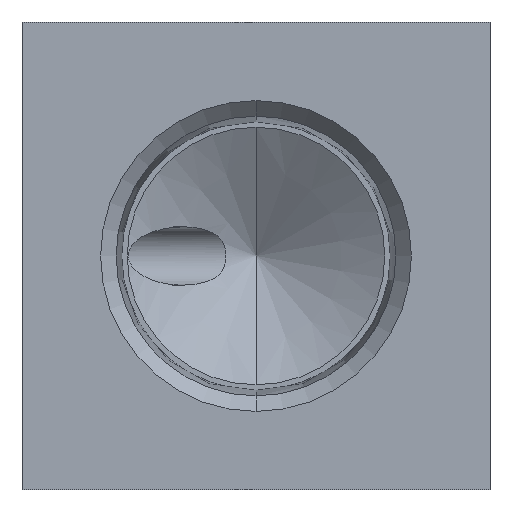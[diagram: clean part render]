
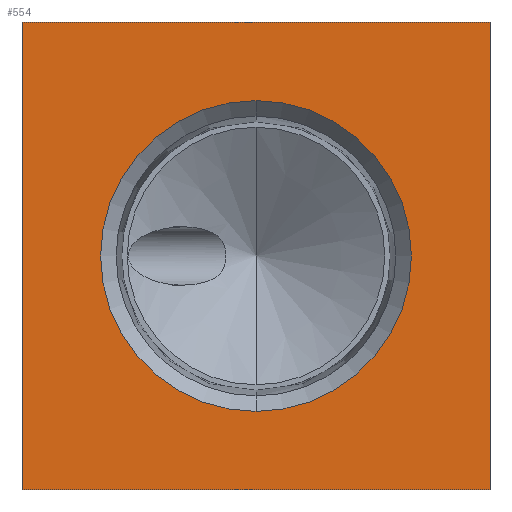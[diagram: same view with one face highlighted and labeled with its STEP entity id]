
A CAD part, left-side view. The second image highlights one B-rep face of the part: STEP entity #554.
In plain terms, the highlighted planar face has unit normal (-1, 0, 0).
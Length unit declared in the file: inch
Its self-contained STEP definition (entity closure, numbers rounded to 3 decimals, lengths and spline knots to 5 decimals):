
#19 = CARTESIAN_POINT ( 'NONE',  ( 0., 0., 0.3125 ) ) ;
#45 = CIRCLE ( 'NONE', #217, 0.2075 ) ;
#75 = EDGE_CURVE ( 'NONE', #1839, #678, #1292, .T. ) ;
#135 = CARTESIAN_POINT ( 'NONE',  ( 0., 0.625, -0.3125 ) ) ;
#213 = CARTESIAN_POINT ( 'NONE',  ( 0., 0.3125, -0.2075 ) ) ;
#217 = AXIS2_PLACEMENT_3D ( 'NONE', #1220, #1069, #606 ) ;
#240 = DIRECTION ( 'NONE',  ( 0., 0., -1. ) ) ;
#256 = DIRECTION ( 'NONE',  ( -1., 0., 0. ) ) ;
#258 = CARTESIAN_POINT ( 'NONE',  ( 0., 0., 0.3125 ) ) ;
#287 = LINE ( 'NONE', #19, #1080 ) ;
#388 = EDGE_CURVE ( 'NONE', #1902, #678, #287, .T. ) ;
#392 = CARTESIAN_POINT ( 'NONE',  ( 0., 0.625, 0.3125 ) ) ;
#459 = VECTOR ( 'NONE', #240, 39.37008 ) ;
#476 = VECTOR ( 'NONE', #629, 39.37008 ) ;
#483 = AXIS2_PLACEMENT_3D ( 'NONE', #1466, #256, #1598 ) ;
#522 = LINE ( 'NONE', #612, #476 ) ;
#554 = ADVANCED_FACE ( 'NONE', ( #1699, #622 ), #1737, .F. ) ;
#606 = DIRECTION ( 'NONE',  ( 0., 0., 1. ) ) ;
#612 = CARTESIAN_POINT ( 'NONE',  ( 0., 0.625, 0.3125 ) ) ;
#622 = FACE_OUTER_BOUND ( 'NONE', #1746, .T. ) ;
#629 = DIRECTION ( 'NONE',  ( 0., -1., 0. ) ) ;
#646 = VERTEX_POINT ( 'NONE', #693 ) ;
#678 = VERTEX_POINT ( 'NONE', #1921 ) ;
#693 = CARTESIAN_POINT ( 'NONE',  ( 0., 0.625, 0.3125 ) ) ;
#767 = VERTEX_POINT ( 'NONE', #1021 ) ;
#779 = ORIENTED_EDGE ( 'NONE', *, *, #1105, .F. ) ;
#785 = AXIS2_PLACEMENT_3D ( 'NONE', #1915, #879, #1745 ) ;
#854 = ORIENTED_EDGE ( 'NONE', *, *, #75, .T. ) ;
#872 = VERTEX_POINT ( 'NONE', #213 ) ;
#877 = ORIENTED_EDGE ( 'NONE', *, *, #1198, .F. ) ;
#879 = DIRECTION ( 'NONE',  ( 1., 0., 0. ) ) ;
#913 = EDGE_CURVE ( 'NONE', #872, #767, #1706, .T. ) ;
#919 = EDGE_LOOP ( 'NONE', ( #779, #1710 ) ) ;
#940 = DIRECTION ( 'NONE',  ( 0., 0., -1. ) ) ;
#988 = ORIENTED_EDGE ( 'NONE', *, *, #1882, .T. ) ;
#1021 = CARTESIAN_POINT ( 'NONE',  ( 0., 0.3125, 0.2075 ) ) ;
#1069 = DIRECTION ( 'NONE',  ( -1., 0., 0. ) ) ;
#1080 = VECTOR ( 'NONE', #940, 39.37008 ) ;
#1105 = EDGE_CURVE ( 'NONE', #767, #872, #45, .T. ) ;
#1198 = EDGE_CURVE ( 'NONE', #646, #1902, #522, .T. ) ;
#1220 = CARTESIAN_POINT ( 'NONE',  ( 0., 0.3125, 0. ) ) ;
#1292 = LINE ( 'NONE', #135, #1761 ) ;
#1466 = CARTESIAN_POINT ( 'NONE',  ( 0., 0.3125, 0. ) ) ;
#1493 = DIRECTION ( 'NONE',  ( 0., -1., 0. ) ) ;
#1598 = DIRECTION ( 'NONE',  ( 0., 0., 1. ) ) ;
#1604 = CARTESIAN_POINT ( 'NONE',  ( 0., 0.625, -0.3125 ) ) ;
#1699 = FACE_BOUND ( 'NONE', #919, .T. ) ;
#1706 = CIRCLE ( 'NONE', #483, 0.2075 ) ;
#1710 = ORIENTED_EDGE ( 'NONE', *, *, #913, .F. ) ;
#1737 = PLANE ( 'NONE',  #785 ) ;
#1743 = ORIENTED_EDGE ( 'NONE', *, *, #388, .F. ) ;
#1745 = DIRECTION ( 'NONE',  ( 0., 1., 0. ) ) ;
#1746 = EDGE_LOOP ( 'NONE', ( #854, #1743, #877, #988 ) ) ;
#1759 = LINE ( 'NONE', #392, #459 ) ;
#1761 = VECTOR ( 'NONE', #1493, 39.37008 ) ;
#1839 = VERTEX_POINT ( 'NONE', #1604 ) ;
#1882 = EDGE_CURVE ( 'NONE', #646, #1839, #1759, .T. ) ;
#1902 = VERTEX_POINT ( 'NONE', #258 ) ;
#1915 = CARTESIAN_POINT ( 'NONE',  ( 0., 0.625, 0.3125 ) ) ;
#1921 = CARTESIAN_POINT ( 'NONE',  ( 0., 0., -0.3125 ) ) ;
